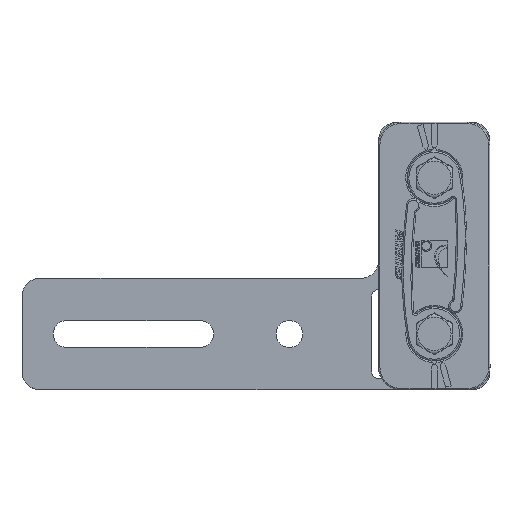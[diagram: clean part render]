
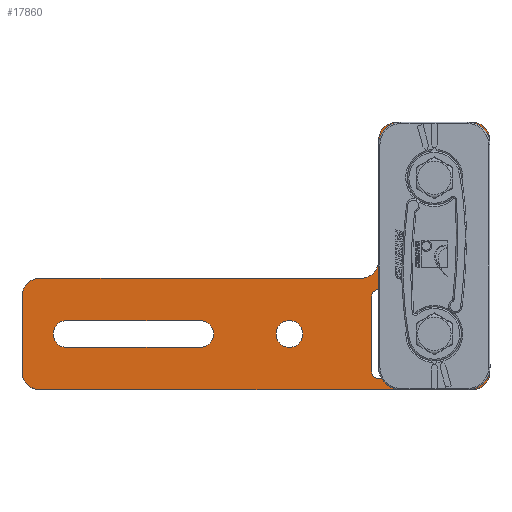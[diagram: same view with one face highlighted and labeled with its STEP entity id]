
A CAD part, top view. The second image highlights one B-rep face of the part: STEP entity #17860.
In plain terms, the highlighted planar face has unit normal (0, 0, 1).
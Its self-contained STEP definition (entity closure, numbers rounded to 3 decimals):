
#900=FACE_BOUND('',#2799,.T.);
#901=FACE_BOUND('',#2800,.T.);
#902=FACE_BOUND('',#2801,.T.);
#903=FACE_BOUND('',#2802,.T.);
#904=FACE_BOUND('',#2803,.T.);
#950=PLANE('',#19062);
#1776=FACE_OUTER_BOUND('',#2798,.T.);
#2798=EDGE_LOOP('',(#12168,#12169,#12170,#12171,#12172,#12173,#12174,#12175,
#12176,#12177,#12178,#12179));
#2799=EDGE_LOOP('',(#12180));
#2800=EDGE_LOOP('',(#12181));
#2801=EDGE_LOOP('',(#12182));
#2802=EDGE_LOOP('',(#12183,#12184,#12185,#12186));
#2803=EDGE_LOOP('',(#12187,#12188,#12189,#12190));
#3832=LINE('',#27132,#5287);
#3846=LINE('',#27186,#5301);
#3850=LINE('',#27198,#5305);
#3858=LINE('',#27221,#5313);
#3859=LINE('',#27223,#5314);
#3861=LINE('',#27229,#5316);
#3865=LINE('',#27239,#5320);
#3867=LINE('',#27245,#5322);
#3870=LINE('',#27253,#5325);
#3871=LINE('',#27255,#5326);
#5287=VECTOR('',#21242,29.131);
#5301=VECTOR('',#21288,10.);
#5305=VECTOR('',#21302,10.);
#5313=VECTOR('',#21328,95.131);
#5314=VECTOR('',#21331,10.);
#5316=VECTOR('',#21339,52.);
#5320=VECTOR('',#21349,17.);
#5322=VECTOR('',#21357,17.);
#5325=VECTOR('',#21366,30.);
#5326=VECTOR('',#21369,30.);
#6740=CIRCLE('',#19013,4.);
#6743=CIRCLE('',#19018,4.);
#6755=CIRCLE('',#19033,4.);
#6756=CIRCLE('',#19035,4.);
#6757=CIRCLE('',#19038,2.6);
#6758=CIRCLE('',#19040,2.6);
#6759=CIRCLE('',#19042,3.);
#6760=CIRCLE('',#19044,4.);
#6761=CIRCLE('',#19048,4.);
#6762=CIRCLE('',#19051,1.5);
#6763=CIRCLE('',#19054,1.5);
#6764=CIRCLE('',#19057,3.);
#6765=CIRCLE('',#19061,3.);
#7380=VERTEX_POINT('',#27122);
#7381=VERTEX_POINT('',#27123);
#7384=VERTEX_POINT('',#27131);
#7388=VERTEX_POINT('',#27140);
#7389=VERTEX_POINT('',#27142);
#7408=VERTEX_POINT('',#27185);
#7409=VERTEX_POINT('',#27189);
#7410=VERTEX_POINT('',#27193);
#7411=VERTEX_POINT('',#27197);
#7412=VERTEX_POINT('',#27201);
#7413=VERTEX_POINT('',#27205);
#7414=VERTEX_POINT('',#27209);
#7415=VERTEX_POINT('',#27211);
#7416=VERTEX_POINT('',#27215);
#7417=VERTEX_POINT('',#27216);
#7418=VERTEX_POINT('',#27225);
#7419=VERTEX_POINT('',#27231);
#7420=VERTEX_POINT('',#27233);
#7421=VERTEX_POINT('',#27237);
#7422=VERTEX_POINT('',#27241);
#7423=VERTEX_POINT('',#27247);
#7424=VERTEX_POINT('',#27249);
#7425=VERTEX_POINT('',#27257);
#9226=EDGE_CURVE('',#7380,#7381,#6740,.T.);
#9230=EDGE_CURVE('',#7381,#7384,#3832,.T.);
#9235=EDGE_CURVE('',#7388,#7389,#6743,.T.);
#9257=EDGE_CURVE('',#7408,#7389,#3846,.T.);
#9259=EDGE_CURVE('',#7408,#7409,#6755,.T.);
#9261=EDGE_CURVE('',#7384,#7410,#6756,.T.);
#9263=EDGE_CURVE('',#7411,#7410,#3850,.T.);
#9265=EDGE_CURVE('',#7412,#7412,#6757,.T.);
#9267=EDGE_CURVE('',#7413,#7413,#6758,.T.);
#9271=EDGE_CURVE('',#7414,#7415,#6759,.T.);
#9272=EDGE_CURVE('',#7416,#7417,#6760,.T.);
#9275=EDGE_CURVE('',#7417,#7388,#3858,.T.);
#9276=EDGE_CURVE('',#7380,#7409,#3859,.T.);
#9277=EDGE_CURVE('',#7411,#7418,#6761,.T.);
#9279=EDGE_CURVE('',#7418,#7416,#3861,.T.);
#9281=EDGE_CURVE('',#7420,#7419,#6762,.T.);
#9284=EDGE_CURVE('',#7419,#7421,#3865,.T.);
#9286=EDGE_CURVE('',#7421,#7422,#6763,.T.);
#9287=EDGE_CURVE('',#7422,#7420,#3867,.T.);
#9289=EDGE_CURVE('',#7424,#7423,#6764,.T.);
#9291=EDGE_CURVE('',#7423,#7414,#3870,.T.);
#9292=EDGE_CURVE('',#7415,#7424,#3871,.T.);
#9293=EDGE_CURVE('',#7425,#7425,#6765,.T.);
#12168=ORIENTED_EDGE('',*,*,#9235,.F.);
#12169=ORIENTED_EDGE('',*,*,#9275,.F.);
#12170=ORIENTED_EDGE('',*,*,#9272,.F.);
#12171=ORIENTED_EDGE('',*,*,#9279,.F.);
#12172=ORIENTED_EDGE('',*,*,#9277,.F.);
#12173=ORIENTED_EDGE('',*,*,#9263,.T.);
#12174=ORIENTED_EDGE('',*,*,#9261,.F.);
#12175=ORIENTED_EDGE('',*,*,#9230,.F.);
#12176=ORIENTED_EDGE('',*,*,#9226,.F.);
#12177=ORIENTED_EDGE('',*,*,#9276,.T.);
#12178=ORIENTED_EDGE('',*,*,#9259,.F.);
#12179=ORIENTED_EDGE('',*,*,#9257,.T.);
#12180=ORIENTED_EDGE('',*,*,#9293,.F.);
#12181=ORIENTED_EDGE('',*,*,#9265,.T.);
#12182=ORIENTED_EDGE('',*,*,#9267,.T.);
#12183=ORIENTED_EDGE('',*,*,#9271,.T.);
#12184=ORIENTED_EDGE('',*,*,#9292,.T.);
#12185=ORIENTED_EDGE('',*,*,#9289,.T.);
#12186=ORIENTED_EDGE('',*,*,#9291,.T.);
#12187=ORIENTED_EDGE('',*,*,#9286,.T.);
#12188=ORIENTED_EDGE('',*,*,#9287,.T.);
#12189=ORIENTED_EDGE('',*,*,#9281,.T.);
#12190=ORIENTED_EDGE('',*,*,#9284,.T.);
#17860=ADVANCED_FACE('',(#1776,#900,#901,#902,#903,#904),#950,.F.);
#19013=AXIS2_PLACEMENT_3D('',#27124,#21234,#21235);
#19018=AXIS2_PLACEMENT_3D('',#27143,#21250,#21251);
#19033=AXIS2_PLACEMENT_3D('',#27190,#21292,#21293);
#19035=AXIS2_PLACEMENT_3D('',#27194,#21297,#21298);
#19038=AXIS2_PLACEMENT_3D('',#27202,#21306,#21307);
#19040=AXIS2_PLACEMENT_3D('',#27206,#21311,#21312);
#19042=AXIS2_PLACEMENT_3D('',#27213,#21318,#21319);
#19044=AXIS2_PLACEMENT_3D('',#27217,#21322,#21323);
#19048=AXIS2_PLACEMENT_3D('',#27226,#21334,#21335);
#19051=AXIS2_PLACEMENT_3D('',#27234,#21343,#21344);
#19054=AXIS2_PLACEMENT_3D('',#27243,#21353,#21354);
#19057=AXIS2_PLACEMENT_3D('',#27250,#21361,#21362);
#19061=AXIS2_PLACEMENT_3D('',#27258,#21372,#21373);
#19062=AXIS2_PLACEMENT_3D('',#27260,#21375,#21376);
#21234=DIRECTION('center_axis',(0.,0.,1.));
#21235=DIRECTION('ref_axis',(0.707,-0.707,0.));
#21242=DIRECTION('',(0.,1.,0.));
#21250=DIRECTION('center_axis',(0.,0.,-1.));
#21251=DIRECTION('ref_axis',(-0.707,-0.707,0.));
#21288=DIRECTION('',(0.,-1.,0.));
#21292=DIRECTION('center_axis',(0.,0.,-1.));
#21293=DIRECTION('ref_axis',(-0.707,0.707,0.));
#21297=DIRECTION('center_axis',(0.,0.,-1.));
#21298=DIRECTION('ref_axis',(-0.707,0.707,0.));
#21302=DIRECTION('',(-1.,0.,0.));
#21306=DIRECTION('center_axis',(0.,0.,-1.));
#21307=DIRECTION('ref_axis',(-1.,0.,0.));
#21311=DIRECTION('center_axis',(0.,0.,-1.));
#21312=DIRECTION('ref_axis',(-1.,0.,0.));
#21318=DIRECTION('center_axis',(0.,0.,-1.));
#21319=DIRECTION('ref_axis',(0.,1.,0.));
#21322=DIRECTION('center_axis',(0.,0.,-1.));
#21323=DIRECTION('ref_axis',(1.,0.,0.));
#21328=DIRECTION('',(-1.,0.,0.));
#21331=DIRECTION('',(-1.,0.,0.));
#21334=DIRECTION('center_axis',(0.,0.,-1.));
#21335=DIRECTION('ref_axis',(0.,1.,0.));
#21339=DIRECTION('',(0.,-1.,0.));
#21343=DIRECTION('center_axis',(0.,0.,
-1.));
#21344=DIRECTION('ref_axis',(-1.,0.,0.));
#21349=DIRECTION('',(0.,-1.,0.));
#21353=DIRECTION('center_axis',(0.,0.,-1.));
#21354=DIRECTION('ref_axis',(1.,0.,0.));
#21357=DIRECTION('',(0.,1.,0.));
#21361=DIRECTION('center_axis',(0.,0.,-1.));
#21362=DIRECTION('ref_axis',(0.,-1.,0.));
#21366=DIRECTION('',(1.,0.,0.));
#21369=DIRECTION('',(-1.,0.,0.));
#21372=DIRECTION('center_axis',(0.,0.,1.));
#21373=DIRECTION('ref_axis',(1.,0.,0.));
#21375=DIRECTION('center_axis',(0.,0.,-1.));
#21376=DIRECTION('ref_axis',(-1.,0.,0.));
#27122=CARTESIAN_POINT('',(76.,25.,0.));
#27123=CARTESIAN_POINT('',(80.,29.,0.));
#27124=CARTESIAN_POINT('Origin',(76.,29.,0.));
#27131=CARTESIAN_POINT('',(80.,56.,0.));
#27132=CARTESIAN_POINT('',(80.,25.,0.));
#27140=CARTESIAN_POINT('',(4.,0.,0.));
#27142=CARTESIAN_POINT('',(0.,4.,0.));
#27143=CARTESIAN_POINT('Origin',(4.,4.,0.));
#27185=CARTESIAN_POINT('',(0.,21.,0.));
#27186=CARTESIAN_POINT('',(0.,5.869,0.));
#27189=CARTESIAN_POINT('',(4.,25.,0.));
#27190=CARTESIAN_POINT('Origin',(4.,21.,0.));
#27193=CARTESIAN_POINT('',(84.,60.,0.));
#27194=CARTESIAN_POINT('Origin',(84.,56.,0.));
#27197=CARTESIAN_POINT('',(101.,60.,0.));
#27198=CARTESIAN_POINT('',(85.869,60.,0.));
#27201=CARTESIAN_POINT('',(89.9,12.5,0.));
#27202=CARTESIAN_POINT('Origin',(92.5,12.5,0.));
#27205=CARTESIAN_POINT('',(89.9,47.5,0.));
#27206=CARTESIAN_POINT('Origin',(92.5,47.5,0.));
#27209=CARTESIAN_POINT('',(40.,15.5,0.));
#27211=CARTESIAN_POINT('',(40.,9.5,0.));
#27213=CARTESIAN_POINT('Origin',(40.,12.5,0.));
#27215=CARTESIAN_POINT('',(105.,4.,0.));
#27216=CARTESIAN_POINT('',(101.,0.,0.));
#27217=CARTESIAN_POINT('Origin',(101.,4.,0.));
#27221=CARTESIAN_POINT('',(101.,0.,0.));
#27223=CARTESIAN_POINT('',(5.869,25.,0.));
#27225=CARTESIAN_POINT('',(105.,56.,0.));
#27226=CARTESIAN_POINT('Origin',(101.,56.,0.));
#27229=CARTESIAN_POINT('',(105.,56.,0.));
#27231=CARTESIAN_POINT('',(81.5,21.,0.));
#27233=CARTESIAN_POINT('',(78.5,21.,0.));
#27234=CARTESIAN_POINT('Origin',(80.,21.,0.));
#27237=CARTESIAN_POINT('',(81.5,4.,0.));
#27239=CARTESIAN_POINT('',(81.5,21.,0.));
#27241=CARTESIAN_POINT('',(78.5,4.,0.));
#27243=CARTESIAN_POINT('Origin',(80.,4.,0.));
#27245=CARTESIAN_POINT('',(78.5,4.,0.));
#27247=CARTESIAN_POINT('',(10.,15.5,0.));
#27249=CARTESIAN_POINT('',(10.,9.5,0.));
#27250=CARTESIAN_POINT('Origin',(10.,12.5,0.));
#27253=CARTESIAN_POINT('',(10.,15.5,0.));
#27255=CARTESIAN_POINT('',(40.,9.5,0.));
#27257=CARTESIAN_POINT('',(57.,12.5,0.));
#27258=CARTESIAN_POINT('Origin',(60.,12.5,0.));
#27260=CARTESIAN_POINT('Origin',(52.5,0.,0.));
